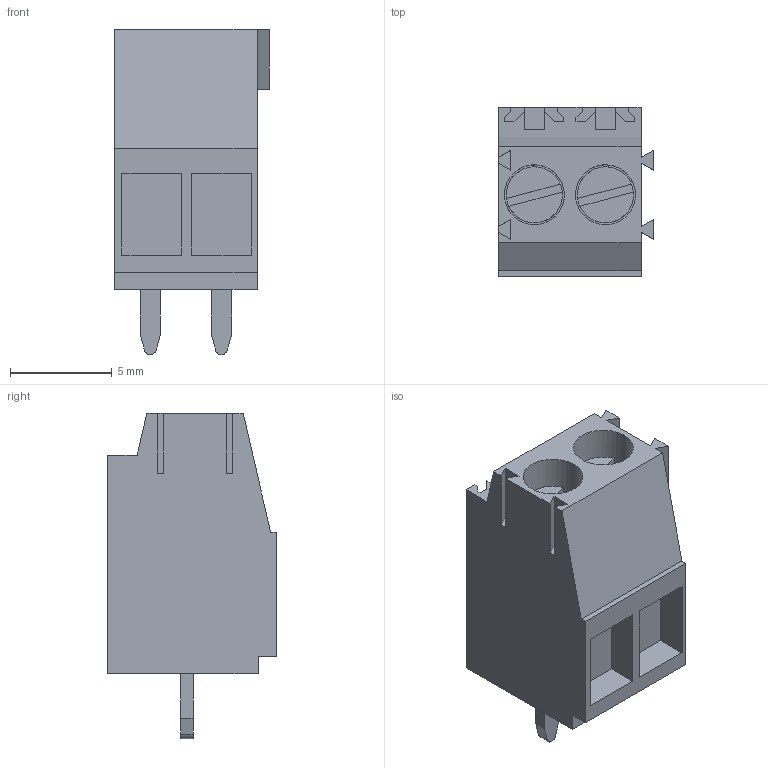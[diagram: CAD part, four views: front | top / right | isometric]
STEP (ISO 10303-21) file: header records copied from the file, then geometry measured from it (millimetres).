
FILE_DESCRIPTION(('CATIA V5 STEP Exchange','CAx-IF Rec.Pracs.--- Model Styling and Organization---1.2---2011-12-15'),'2;1');
FILE_NAME ('D1454342_0_1667750000_1667750000.stp','2018-03-12T10:52:44+00:00',('none'),('Weidmueller'),'CATIA Version 5-6 Release 2014','CATIA V5 STEP AP214','none');
FILE_SCHEMA(('AUTOMOTIVE_DESIGN { 1 0 10303 214 1 1 1 1 }'));
Length unit declared in the file: millimetre
Products named in the file (1): 1667750000
Bounding box: 7.6 x 8.3 x 16 mm (x, y, z)
Volume: 555.5 mm3; surface area: 804.7 mm2
Topology: 5 solids, 5 shells, 130 faces, 342 edges, 228 vertices
Faces by surface type: plane 112, cylinder 18
Entity records: 4034 total; most frequent: CARTESIAN_POINT 793, ORIENTED_EDGE 684, DIRECTION 554, EDGE_CURVE 342, VECTOR 298, LINE 298, VERTEX_POINT 228, AXIS2_PLACEMENT_3D 147
